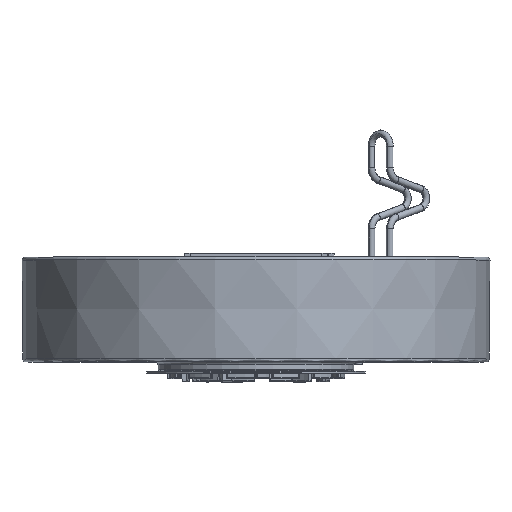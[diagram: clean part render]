
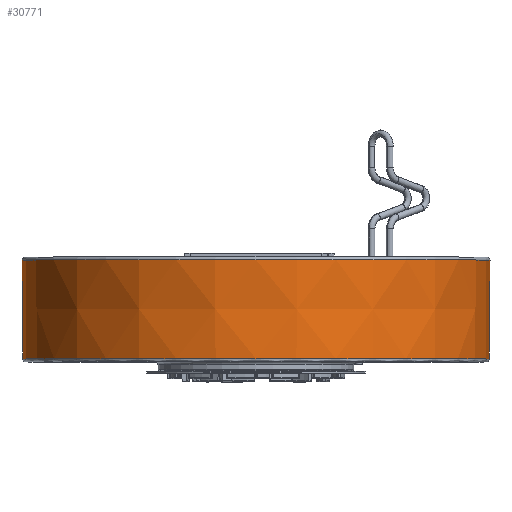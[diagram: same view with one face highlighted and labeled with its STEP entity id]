
A CAD part, top view. The second image highlights one B-rep face of the part: STEP entity #30771.
In plain terms, the highlighted conical face has half-angle 0.5 degrees and reference radius 40.72 mm.
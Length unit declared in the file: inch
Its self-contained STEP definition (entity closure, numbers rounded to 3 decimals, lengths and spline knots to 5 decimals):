
#1252=DIRECTION('',(0.009,1.,0.));
#1253=VECTOR('',#1252,0.67903);
#1254=CARTESIAN_POINT('',(1.60017,0.01983,0.));
#1255=LINE('',#1254,#1253);
#1256=DIRECTION('',(0.009,-1.,0.));
#1257=VECTOR('',#1256,0.67903);
#1258=CARTESIAN_POINT('',(-1.6061,0.69883,0.));
#1259=LINE('',#1258,#1257);
#1290=CARTESIAN_POINT('',(0.,0.01983,0.));
#1291=DIRECTION('',(0.,-1.,0.));
#1292=DIRECTION('',(1.,0.,0.));
#1293=AXIS2_PLACEMENT_3D('',#1290,#1291,#1292);
#1295=CARTESIAN_POINT('',(0.,0.69883,0.));
#1296=DIRECTION('',(0.,-1.,0.));
#1297=DIRECTION('',(1.,0.,0.));
#1298=AXIS2_PLACEMENT_3D('',#1295,#1296,#1297);
#25199=CARTESIAN_POINT('',(1.60017,0.01983,0.));
#25201=VERTEX_POINT('',#25199);
#25202=CARTESIAN_POINT('',(-1.60017,0.01983,0.));
#25203=VERTEX_POINT('',#25202);
#26113=CARTESIAN_POINT('',(1.6061,0.69883,0.));
#26115=VERTEX_POINT('',#26113);
#26117=CARTESIAN_POINT('',(-1.6061,0.69883,0.));
#26119=VERTEX_POINT('',#26117);
#30758=CARTESIAN_POINT('',(0.,0.35933,0.));
#30759=DIRECTION('',(0.,1.,0.));
#30760=DIRECTION('',(1.,0.,0.));
#30761=AXIS2_PLACEMENT_3D('',#30758,#30759,#30760);
#30762=CONICAL_SURFACE('',#30761,1.60314,0.5);
#30763=ORIENTED_EDGE('',*,*,#30738,.F.);
#30765=ORIENTED_EDGE('',*,*,#30764,.F.);
#30766=ORIENTED_EDGE('',*,*,#30734,.F.);
#30768=ORIENTED_EDGE('',*,*,#30767,.T.);
#30769=EDGE_LOOP('',(#30763,#30765,#30766,#30768));
#30770=FACE_OUTER_BOUND('',#30769,.F.);
#30771=ADVANCED_FACE('',(#30770),#30762,.T.);
#1294=CIRCLE('',#1293,1.60017);
#1299=CIRCLE('',#1298,1.6061);
#30734=EDGE_CURVE('',#25201,#26115,#1255,.T.);
#30738=EDGE_CURVE('',#26119,#25203,#1259,.T.);
#30764=EDGE_CURVE('',#26115,#26119,#1299,.T.);
#30767=EDGE_CURVE('',#25201,#25203,#1294,.T.);
